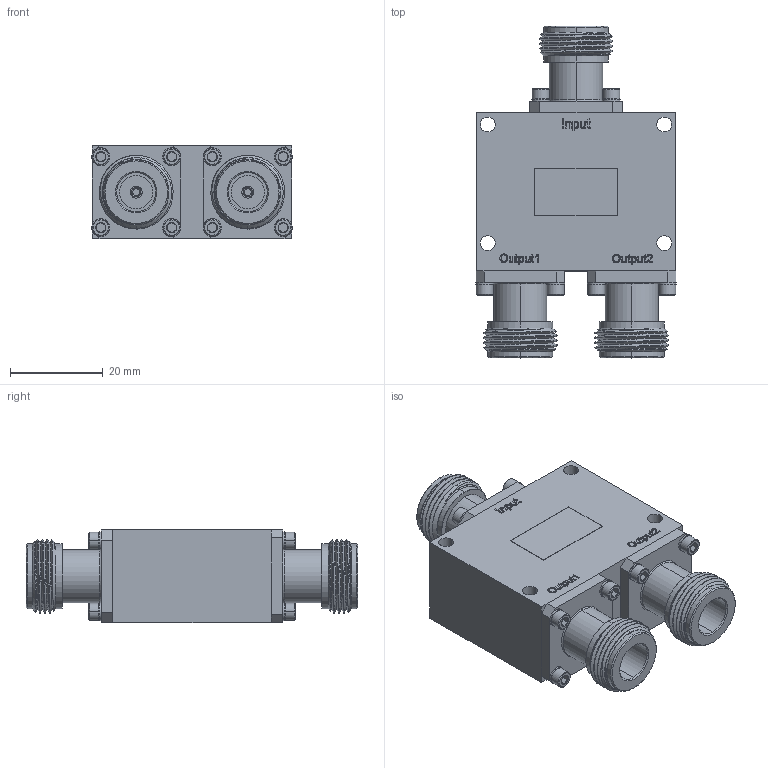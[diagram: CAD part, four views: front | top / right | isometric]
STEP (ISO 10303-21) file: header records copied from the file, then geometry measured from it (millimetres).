
FILE_DESCRIPTION (( 'STEP AP214' ), '1' );
FILE_NAME ('FMDV2106.step', '2021-09-30T16:24:33', ( '' ), ( '' ), 'SwSTEP 2.0', 'SolidWorks 2021', '' );
FILE_SCHEMA (( 'AUTOMOTIVE_DESIGN' ));
Length unit declared in the file: inch
Products named in the file (1): FMDV2106
Bounding box: 43.1 x 71.4 x 20.08 mm (x, y, z)
Volume: 36706.6 mm3; surface area: 11641.1 mm2
Topology: 1 solids, 1 shells, 825 faces, 2011 edges, 1258 vertices
Faces by surface type: plane 408, cone 177, cylinder 119, bspline 115, torus 6
Entity records: 32702 total; most frequent: CARTESIAN_POINT 14110, ORIENTED_EDGE 4022, DIRECTION 3529, EDGE_CURVE 2011, VERTEX_POINT 1258, AXIS2_PLACEMENT_3D 1211, VECTOR 1107, LINE 1107
